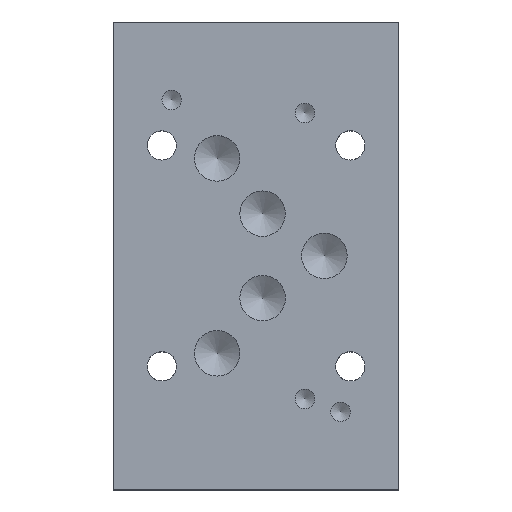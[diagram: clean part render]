
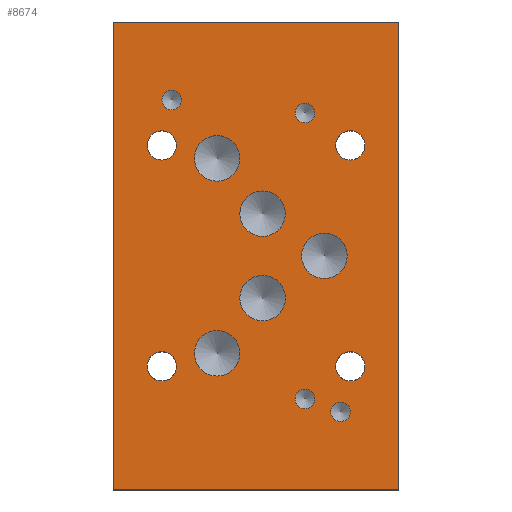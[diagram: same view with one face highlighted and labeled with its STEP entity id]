
A CAD part, top view. The second image highlights one B-rep face of the part: STEP entity #8674.
In plain terms, the highlighted planar face has unit normal (0, 0, 1).
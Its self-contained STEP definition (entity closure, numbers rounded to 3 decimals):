
#66=CIRCLE('',#9107,3.569);
#67=CIRCLE('',#9108,3.569);
#69=CIRCLE('',#9111,3.569);
#70=CIRCLE('',#9112,3.569);
#72=CIRCLE('',#9115,3.569);
#73=CIRCLE('',#9116,3.569);
#74=CIRCLE('',#9118,3.569);
#75=CIRCLE('',#9119,3.569);
#76=CIRCLE('',#9120,3.569);
#77=CIRCLE('',#9121,3.569);
#78=CIRCLE('',#9122,5.563);
#79=CIRCLE('',#9123,5.556);
#80=CIRCLE('',#9124,5.556);
#81=CIRCLE('',#9125,5.556);
#82=CIRCLE('',#9126,5.556);
#83=CIRCLE('',#9127,2.388);
#84=CIRCLE('',#9128,2.388);
#85=CIRCLE('',#9129,2.388);
#86=CIRCLE('',#9130,2.388);
#221=FACE_BOUND('',#1337,.T.);
#222=FACE_BOUND('',#1338,.T.);
#223=FACE_BOUND('',#1339,.T.);
#224=FACE_BOUND('',#1340,.T.);
#225=FACE_BOUND('',#1341,.T.);
#226=FACE_BOUND('',#1342,.T.);
#227=FACE_BOUND('',#1343,.T.);
#228=FACE_BOUND('',#1344,.T.);
#229=FACE_BOUND('',#1345,.T.);
#230=FACE_BOUND('',#1346,.T.);
#231=FACE_BOUND('',#1347,.T.);
#232=FACE_BOUND('',#1348,.T.);
#233=FACE_BOUND('',#1349,.T.);
#848=FACE_OUTER_BOUND('',#1336,.T.);
#1336=EDGE_LOOP('',(#7315,#7316,#7317,#7318));
#1337=EDGE_LOOP('',(#7319,#7320,#7321));
#1338=EDGE_LOOP('',(#7322,#7323,#7324));
#1339=EDGE_LOOP('',(#7325));
#1340=EDGE_LOOP('',(#7326,#7327,#7328));
#1341=EDGE_LOOP('',(#7329));
#1342=EDGE_LOOP('',(#7330));
#1343=EDGE_LOOP('',(#7331));
#1344=EDGE_LOOP('',(#7332));
#1345=EDGE_LOOP('',(#7333));
#1346=EDGE_LOOP('',(#7334));
#1347=EDGE_LOOP('',(#7335));
#1348=EDGE_LOOP('',(#7336));
#1349=EDGE_LOOP('',(#7337));
#1898=LINE('',#13060,#2835);
#2331=LINE('',#14218,#3268);
#2332=LINE('',#14220,#3269);
#2333=LINE('',#14221,#3270);
#2835=VECTOR('',#9992,10.);
#3268=VECTOR('',#10851,10.);
#3269=VECTOR('',#10852,10.);
#3270=VECTOR('',#10853,10.);
#3699=VERTEX_POINT('',#13057);
#3700=VERTEX_POINT('',#13059);
#4013=VERTEX_POINT('',#14126);
#4014=VERTEX_POINT('',#14128);
#4017=VERTEX_POINT('',#14151);
#4019=VERTEX_POINT('',#14157);
#4020=VERTEX_POINT('',#14159);
#4023=VERTEX_POINT('',#14182);
#4025=VERTEX_POINT('',#14188);
#4026=VERTEX_POINT('',#14190);
#4029=VERTEX_POINT('',#14213);
#4030=VERTEX_POINT('',#14217);
#4031=VERTEX_POINT('',#14219);
#4032=VERTEX_POINT('',#14224);
#4033=VERTEX_POINT('',#14227);
#4034=VERTEX_POINT('',#14229);
#4035=VERTEX_POINT('',#14231);
#4036=VERTEX_POINT('',#14233);
#4037=VERTEX_POINT('',#14235);
#4038=VERTEX_POINT('',#14237);
#4039=VERTEX_POINT('',#14239);
#4040=VERTEX_POINT('',#14241);
#4041=VERTEX_POINT('',#14243);
#4670=EDGE_CURVE('',#3700,#3699,#1898,.T.);
#5138=EDGE_CURVE('',#4014,#4013,#66,.T.);
#5142=EDGE_CURVE('',#4013,#4017,#67,.T.);
#5145=EDGE_CURVE('',#4020,#4019,#69,.T.);
#5149=EDGE_CURVE('',#4019,#4023,#70,.T.);
#5152=EDGE_CURVE('',#4026,#4025,#72,.T.);
#5156=EDGE_CURVE('',#4025,#4029,#73,.T.);
#5157=EDGE_CURVE('',#4030,#3700,#2331,.T.);
#5158=EDGE_CURVE('',#3699,#4031,#2332,.T.);
#5159=EDGE_CURVE('',#4031,#4030,#2333,.T.);
#5160=EDGE_CURVE('',#4029,#4026,#74,.T.);
#5161=EDGE_CURVE('',#4023,#4020,#75,.T.);
#5162=EDGE_CURVE('',#4032,#4032,#76,.T.);
#5163=EDGE_CURVE('',#4017,#4014,#77,.T.);
#5164=EDGE_CURVE('',#4033,#4033,#78,.T.);
#5165=EDGE_CURVE('',#4034,#4034,#79,.T.);
#5166=EDGE_CURVE('',#4035,#4035,#80,.T.);
#5167=EDGE_CURVE('',#4036,#4036,#81,.T.);
#5168=EDGE_CURVE('',#4037,#4037,#82,.T.);
#5169=EDGE_CURVE('',#4038,#4038,#83,.T.);
#5170=EDGE_CURVE('',#4039,#4039,#84,.T.);
#5171=EDGE_CURVE('',#4040,#4040,#85,.T.);
#5172=EDGE_CURVE('',#4041,#4041,#86,.T.);
#7315=ORIENTED_EDGE('',*,*,#5157,.T.);
#7316=ORIENTED_EDGE('',*,*,#4670,.T.);
#7317=ORIENTED_EDGE('',*,*,#5158,.T.);
#7318=ORIENTED_EDGE('',*,*,#5159,.T.);
#7319=ORIENTED_EDGE('',*,*,#5152,.T.);
#7320=ORIENTED_EDGE('',*,*,#5156,.T.);
#7321=ORIENTED_EDGE('',*,*,#5160,.T.);
#7322=ORIENTED_EDGE('',*,*,#5145,.T.);
#7323=ORIENTED_EDGE('',*,*,#5149,.T.);
#7324=ORIENTED_EDGE('',*,*,#5161,.T.);
#7325=ORIENTED_EDGE('',*,*,#5162,.T.);
#7326=ORIENTED_EDGE('',*,*,#5138,.T.);
#7327=ORIENTED_EDGE('',*,*,#5142,.T.);
#7328=ORIENTED_EDGE('',*,*,#5163,.T.);
#7329=ORIENTED_EDGE('',*,*,#5164,.T.);
#7330=ORIENTED_EDGE('',*,*,#5165,.T.);
#7331=ORIENTED_EDGE('',*,*,#5166,.T.);
#7332=ORIENTED_EDGE('',*,*,#5167,.T.);
#7333=ORIENTED_EDGE('',*,*,#5168,.T.);
#7334=ORIENTED_EDGE('',*,*,#5169,.T.);
#7335=ORIENTED_EDGE('',*,*,#5170,.T.);
#7336=ORIENTED_EDGE('',*,*,#5171,.T.);
#7337=ORIENTED_EDGE('',*,*,#5172,.T.);
#7920=PLANE('',#9117);
#8674=ADVANCED_FACE('',(#848,#221,#222,#223,#224,#225,#226,#227,#228,#229,
#230,#231,#232,#233),#7920,.T.);
#9107=AXIS2_PLACEMENT_3D('',#14129,#10821,#10822);
#9108=AXIS2_PLACEMENT_3D('',#14153,#10825,#10826);
#9111=AXIS2_PLACEMENT_3D('',#14160,#10832,#10833);
#9112=AXIS2_PLACEMENT_3D('',#14184,#10836,#10837);
#9115=AXIS2_PLACEMENT_3D('',#14191,#10843,#10844);
#9116=AXIS2_PLACEMENT_3D('',#14215,#10847,#10848);
#9117=AXIS2_PLACEMENT_3D('',#14216,#10849,#10850);
#9118=AXIS2_PLACEMENT_3D('',#14222,#10854,#10855);
#9119=AXIS2_PLACEMENT_3D('',#14223,#10856,#10857);
#9120=AXIS2_PLACEMENT_3D('',#14225,#10858,#10859);
#9121=AXIS2_PLACEMENT_3D('',#14226,#10860,#10861);
#9122=AXIS2_PLACEMENT_3D('',#14228,#10862,#10863);
#9123=AXIS2_PLACEMENT_3D('',#14230,#10864,#10865);
#9124=AXIS2_PLACEMENT_3D('',#14232,#10866,#10867);
#9125=AXIS2_PLACEMENT_3D('',#14234,#10868,#10869);
#9126=AXIS2_PLACEMENT_3D('',#14236,#10870,#10871);
#9127=AXIS2_PLACEMENT_3D('',#14238,#10872,#10873);
#9128=AXIS2_PLACEMENT_3D('',#14240,#10874,#10875);
#9129=AXIS2_PLACEMENT_3D('',#14242,#10876,#10877);
#9130=AXIS2_PLACEMENT_3D('',#14244,#10878,#10879);
#9992=DIRECTION('',(0.,1.,0.));
#10821=DIRECTION('center_axis',(0.,0.,-1.));
#10822=DIRECTION('ref_axis',(1.,0.,0.));
#10825=DIRECTION('center_axis',(0.,0.,-1.));
#10826=DIRECTION('ref_axis',(1.,0.,0.));
#10832=DIRECTION('center_axis',(0.,0.,-1.));
#10833=DIRECTION('ref_axis',(1.,0.,0.));
#10836=DIRECTION('center_axis',(0.,0.,-1.));
#10837=DIRECTION('ref_axis',(1.,0.,0.));
#10843=DIRECTION('center_axis',(0.,0.,-1.));
#10844=DIRECTION('ref_axis',(1.,0.,0.));
#10847=DIRECTION('center_axis',(0.,0.,-1.));
#10848=DIRECTION('ref_axis',(1.,0.,0.));
#10849=DIRECTION('center_axis',(0.,0.,1.));
#10850=DIRECTION('ref_axis',(1.,0.,0.));
#10851=DIRECTION('',(1.,0.,0.));
#10852=DIRECTION('',(-1.,0.,0.));
#10853=DIRECTION('',(0.,-1.,0.));
#10854=DIRECTION('center_axis',(0.,0.,-1.));
#10855=DIRECTION('ref_axis',(1.,0.,0.));
#10856=DIRECTION('center_axis',(0.,0.,-1.));
#10857=DIRECTION('ref_axis',(1.,0.,0.));
#10858=DIRECTION('center_axis',(0.,0.,-1.));
#10859=DIRECTION('ref_axis',(1.,0.,0.));
#10860=DIRECTION('center_axis',(0.,0.,-1.));
#10861=DIRECTION('ref_axis',(1.,0.,0.));
#10862=DIRECTION('center_axis',(0.,0.,-1.));
#10863=DIRECTION('ref_axis',(1.,0.,0.));
#10864=DIRECTION('center_axis',(0.,0.,-1.));
#10865=DIRECTION('ref_axis',(1.,0.,0.));
#10866=DIRECTION('center_axis',(0.,0.,-1.));
#10867=DIRECTION('ref_axis',(1.,0.,0.));
#10868=DIRECTION('center_axis',(0.,0.,-1.));
#10869=DIRECTION('ref_axis',(1.,0.,0.));
#10870=DIRECTION('center_axis',(0.,0.,-1.));
#10871=DIRECTION('ref_axis',(1.,0.,0.));
#10872=DIRECTION('center_axis',(0.,0.,-1.));
#10873=DIRECTION('ref_axis',(1.,0.,0.));
#10874=DIRECTION('center_axis',(0.,0.,-1.));
#10875=DIRECTION('ref_axis',(1.,0.,0.));
#10876=DIRECTION('center_axis',(0.,0.,-1.));
#10877=DIRECTION('ref_axis',(1.,0.,0.));
#10878=DIRECTION('center_axis',(0.,0.,-1.));
#10879=DIRECTION('ref_axis',(1.,0.,0.));
#13057=CARTESIAN_POINT('',(69.85,114.3,25.4));
#13059=CARTESIAN_POINT('',(69.85,0.,25.4));
#13060=CARTESIAN_POINT('',(69.85,0.,25.4));
#14126=CARTESIAN_POINT('',(54.394,30.175,25.4));
#14128=CARTESIAN_POINT('',(54.394,30.169,25.4));
#14129=CARTESIAN_POINT('Origin',(57.963,30.175,25.4));
#14151=CARTESIAN_POINT('',(61.531,30.169,25.4));
#14153=CARTESIAN_POINT('Origin',(57.963,30.175,25.4));
#14157=CARTESIAN_POINT('',(54.394,84.163,25.4));
#14159=CARTESIAN_POINT('',(54.394,84.15,25.4));
#14160=CARTESIAN_POINT('Origin',(57.963,84.163,25.4));
#14182=CARTESIAN_POINT('',(61.531,84.15,25.4));
#14184=CARTESIAN_POINT('Origin',(57.963,84.163,25.4));
#14188=CARTESIAN_POINT('',(8.357,30.175,25.4));
#14190=CARTESIAN_POINT('',(8.357,30.169,25.4));
#14191=CARTESIAN_POINT('Origin',(11.925,30.175,25.4));
#14213=CARTESIAN_POINT('',(15.494,30.169,25.4));
#14215=CARTESIAN_POINT('Origin',(11.925,30.175,25.4));
#14216=CARTESIAN_POINT('Origin',(34.925,57.15,25.4));
#14217=CARTESIAN_POINT('',(0.,0.,25.4));
#14218=CARTESIAN_POINT('',(0.,0.,25.4));
#14219=CARTESIAN_POINT('',(0.,114.3,25.4));
#14220=CARTESIAN_POINT('',(69.85,114.3,25.4));
#14221=CARTESIAN_POINT('',(0.,114.3,25.4));
#14222=CARTESIAN_POINT('Origin',(11.925,30.163,25.4));
#14223=CARTESIAN_POINT('Origin',(57.963,84.138,25.4));
#14224=CARTESIAN_POINT('',(8.344,84.15,25.4));
#14225=CARTESIAN_POINT('Origin',(11.913,84.15,25.4));
#14226=CARTESIAN_POINT('Origin',(57.963,30.163,25.4));
#14227=CARTESIAN_POINT('',(46.076,57.163,25.4));
#14228=CARTESIAN_POINT('Origin',(51.638,57.163,25.4));
#14229=CARTESIAN_POINT('',(19.877,33.35,25.4));
#14230=CARTESIAN_POINT('Origin',(25.433,33.35,25.4));
#14231=CARTESIAN_POINT('',(30.982,67.48,25.4));
#14232=CARTESIAN_POINT('Origin',(36.538,67.48,25.4));
#14233=CARTESIAN_POINT('',(19.877,80.975,25.4));
#14234=CARTESIAN_POINT('Origin',(25.433,80.975,25.4));
#14235=CARTESIAN_POINT('',(30.987,46.845,25.4));
#14236=CARTESIAN_POINT('Origin',(36.543,46.845,25.4));
#14237=CARTESIAN_POINT('',(44.475,22.225,25.4));
#14238=CARTESIAN_POINT('Origin',(46.863,22.225,25.4));
#14239=CARTESIAN_POINT('',(11.925,95.263,25.4));
#14240=CARTESIAN_POINT('Origin',(14.313,95.263,25.4));
#14241=CARTESIAN_POINT('',(53.2,19.063,25.4));
#14242=CARTESIAN_POINT('Origin',(55.588,19.063,25.4));
#14243=CARTESIAN_POINT('',(44.475,92.075,25.4));
#14244=CARTESIAN_POINT('Origin',(46.863,92.075,25.4));
